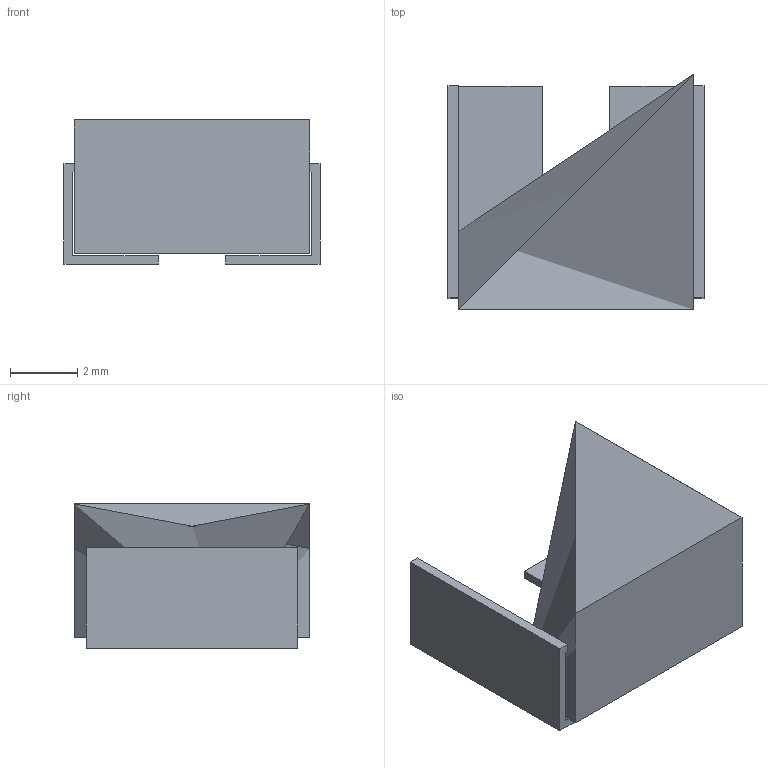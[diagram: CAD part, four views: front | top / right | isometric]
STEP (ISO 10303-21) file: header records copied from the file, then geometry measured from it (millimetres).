
FILE_DESCRIPTION(('STEP AP214'),'1');
FILE_NAME('IND_CDRH6D38NP-100NC_SUM','2025-12-30T05:59:49',(''),(''),'','','');
FILE_SCHEMA(('AUTOMOTIVE_DESIGN'));
Length unit declared in the file: millimetre
Products named in the file (1): product
Bounding box: 7.62 x 7.01 x 4.29 mm (x, y, z)
Volume: 83.3 mm3; surface area: 321 mm2
Topology: 3 solids, 5 shells, 30 faces, 61 edges, 39 vertices
Faces by surface type: plane 30
Entity records: 914 total; most frequent: ORIENTED_EDGE 144, DIRECTION 122, CARTESIAN_POINT 71, EDGE_CURVE 60, LINE 60, VECTOR 60, VERTEX_POINT 40, AXIS2_PLACEMENT_3D 31
